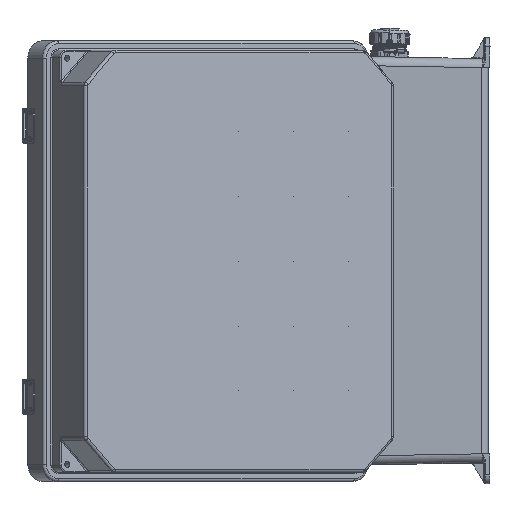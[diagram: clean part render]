
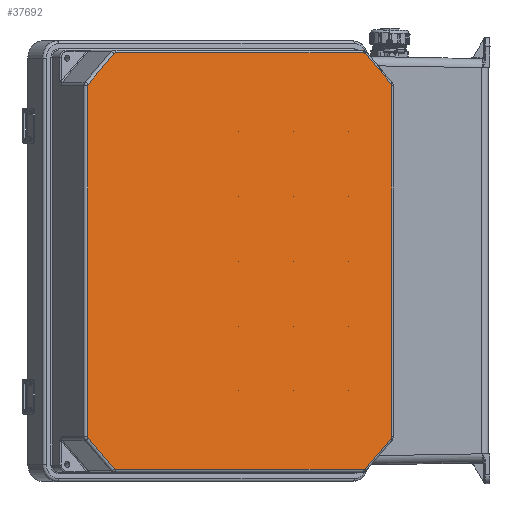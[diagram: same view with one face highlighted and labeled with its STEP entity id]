
A CAD part, left-side view. The second image highlights one B-rep face of the part: STEP entity #37692.
In plain terms, the highlighted face is planar.
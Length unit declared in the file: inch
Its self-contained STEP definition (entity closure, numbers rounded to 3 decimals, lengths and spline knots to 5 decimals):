
#165 = DIRECTION ( 'NONE',  ( 0., 0., -1. ) ) ;
#1383 = ORIENTED_EDGE ( 'NONE', *, *, #62117, .F. ) ;
#2644 = EDGE_CURVE ( 'NONE', #54999, #32160, #71176, .T. ) ;
#2775 = AXIS2_PLACEMENT_3D ( 'NONE', #45127, #28608, #7204 ) ;
#4129 = CARTESIAN_POINT ( 'NONE',  ( -6.23622, 3.24803, -7.65748 ) ) ;
#4595 = VERTEX_POINT ( 'NONE', #8320 ) ;
#4834 = CARTESIAN_POINT ( 'NONE',  ( -5.1533, 3.24803, -0.44432 ) ) ;
#5065 = EDGE_CURVE ( 'NONE', #49927, #43294, #25941, .T. ) ;
#6259 = VERTEX_POINT ( 'NONE', #75329 ) ;
#7204 = DIRECTION ( 'NONE',  ( 0., 0., -1. ) ) ;
#7554 = VECTOR ( 'NONE', #20811, 39.37008 ) ;
#7945 = ORIENTED_EDGE ( 'NONE', *, *, #88093, .F. ) ;
#8320 = CARTESIAN_POINT ( 'NONE',  ( -6.21316, 3.24803, -13.81078 ) ) ;
#9013 = CIRCLE ( 'NONE', #47893, 0.07874 ) ;
#9747 = CARTESIAN_POINT ( 'NONE',  ( 5.09763, 3.24803, -0.42126 ) ) ;
#11848 = EDGE_LOOP ( 'NONE', ( #27133, #50836, #15499, #1383, #7945, #66405, #80262, #34145, #56577, #78845, #50704, #64406, #36343, #21547, #12038, #47678 ) ) ;
#12022 = EDGE_CURVE ( 'NONE', #24282, #6259, #12175, .T. ) ;
#12038 = ORIENTED_EDGE ( 'NONE', *, *, #77922, .T. ) ;
#12175 = LINE ( 'NONE', #86591, #38957 ) ;
#12228 = AXIS2_PLACEMENT_3D ( 'NONE', #58513, #95471, #28823 ) ;
#13130 = DIRECTION ( 'NONE',  ( 1., 0., 0. ) ) ;
#13509 = AXIS2_PLACEMENT_3D ( 'NONE', #70926, #46604, #55832 ) ;
#13995 = CARTESIAN_POINT ( 'NONE',  ( 6.21316, 3.24803, -13.81078 ) ) ;
#15499 = ORIENTED_EDGE ( 'NONE', *, *, #5065, .F. ) ;
#15804 = VERTEX_POINT ( 'NONE', #24249 ) ;
#17151 = DIRECTION ( 'NONE',  ( 1., 0., 0. ) ) ;
#20811 = DIRECTION ( 'NONE',  ( 0.707, 0., 0.707 ) ) ;
#21371 = AXIS2_PLACEMENT_3D ( 'NONE', #52359, #53326, #58709 ) ;
#21547 = ORIENTED_EDGE ( 'NONE', *, *, #43652, .T. ) ;
#22037 = CARTESIAN_POINT ( 'NONE',  ( 6.21316, 3.24803, -1.50418 ) ) ;
#22463 = VECTOR ( 'NONE', #36628, 39.37008 ) ;
#23039 = LINE ( 'NONE', #52719, #48146 ) ;
#23084 = CARTESIAN_POINT ( 'NONE',  ( -5.09763, 3.24803, -0.5 ) ) ;
#23328 = CARTESIAN_POINT ( 'NONE',  ( -5.09763, 3.24803, -0.42126 ) ) ;
#24249 = CARTESIAN_POINT ( 'NONE',  ( -5.1533, 3.24803, -14.87064 ) ) ;
#24282 = VERTEX_POINT ( 'NONE', #75734 ) ;
#25810 = PLANE ( 'NONE',  #92921 ) ;
#25934 = CARTESIAN_POINT ( 'NONE',  ( 6.21316, 3.24803, -13.81078 ) ) ;
#25941 = CIRCLE ( 'NONE', #13509, 0.07874 ) ;
#27133 = ORIENTED_EDGE ( 'NONE', *, *, #32414, .T. ) ;
#28387 = LINE ( 'NONE', #22037, #22463 ) ;
#28608 = DIRECTION ( 'NONE',  ( 0., 1., 0. ) ) ;
#28823 = DIRECTION ( 'NONE',  ( 0., 0., 1. ) ) ;
#30521 = CARTESIAN_POINT ( 'NONE',  ( -6.21316, 3.24803, -13.81078 ) ) ;
#30724 = CIRCLE ( 'NONE', #2775, 0.07874 ) ;
#30867 = DIRECTION ( 'NONE',  ( 0., -1., 0. ) ) ;
#31435 = AXIS2_PLACEMENT_3D ( 'NONE', #66117, #83487, #35976 ) ;
#31545 = EDGE_CURVE ( 'NONE', #32160, #72891, #63343, .T. ) ;
#32160 = VERTEX_POINT ( 'NONE', #36352 ) ;
#32414 = EDGE_CURVE ( 'NONE', #76869, #48608, #88336, .T. ) ;
#33756 = VERTEX_POINT ( 'NONE', #63439 ) ;
#34145 = ORIENTED_EDGE ( 'NONE', *, *, #85295, .T. ) ;
#34923 = EDGE_CURVE ( 'NONE', #72891, #42488, #70774, .T. ) ;
#35976 = DIRECTION ( 'NONE',  ( 0., 0., 1. ) ) ;
#36343 = ORIENTED_EDGE ( 'NONE', *, *, #53914, .F. ) ;
#36352 = CARTESIAN_POINT ( 'NONE',  ( -6.21316, 3.24803, -1.50418 ) ) ;
#36472 = VERTEX_POINT ( 'NONE', #82614 ) ;
#36628 = DIRECTION ( 'NONE',  ( 0.707, 0., -0.707 ) ) ;
#37115 = DIRECTION ( 'NONE',  ( 0., 0., -1. ) ) ;
#37692 = ADVANCED_FACE ( 'NONE', ( #70113 ), #25810, .T. ) ;
#38098 = CIRCLE ( 'NONE', #94014, 0.07874 ) ;
#38957 = VECTOR ( 'NONE', #13130, 39.37008 ) ;
#39202 = VECTOR ( 'NONE', #55673, 39.37008 ) ;
#40891 = CARTESIAN_POINT ( 'NONE',  ( 0., 3.24803, -0.32283 ) ) ;
#42488 = VERTEX_POINT ( 'NONE', #47177 ) ;
#43294 = VERTEX_POINT ( 'NONE', #60109 ) ;
#43548 = EDGE_CURVE ( 'NONE', #4595, #42488, #79710, .T. ) ;
#43652 = EDGE_CURVE ( 'NONE', #82371, #87076, #91128, .T. ) ;
#45127 = CARTESIAN_POINT ( 'NONE',  ( -5.09763, 3.24803, -14.81496 ) ) ;
#46604 = DIRECTION ( 'NONE',  ( 0., -1., 0. ) ) ;
#47177 = CARTESIAN_POINT ( 'NONE',  ( -6.23622, 3.24803, -13.75511 ) ) ;
#47678 = ORIENTED_EDGE ( 'NONE', *, *, #87986, .T. ) ;
#47893 = AXIS2_PLACEMENT_3D ( 'NONE', #23084, #30867, #60559 ) ;
#48146 = VECTOR ( 'NONE', #53202, 39.37008 ) ;
#48608 = VERTEX_POINT ( 'NONE', #82084 ) ;
#49927 = VERTEX_POINT ( 'NONE', #25934 ) ;
#50704 = ORIENTED_EDGE ( 'NONE', *, *, #31545, .F. ) ;
#50836 = ORIENTED_EDGE ( 'NONE', *, *, #77071, .T. ) ;
#51696 = AXIS2_PLACEMENT_3D ( 'NONE', #58561, #74113, #37115 ) ;
#52359 = CARTESIAN_POINT ( 'NONE',  ( -6.15748, 3.24803, -1.55985 ) ) ;
#52719 = CARTESIAN_POINT ( 'NONE',  ( 6.23622, 3.24803, -7.65748 ) ) ;
#53202 = DIRECTION ( 'NONE',  ( 0., 0., -1. ) ) ;
#53326 = DIRECTION ( 'NONE',  ( 0., -1., 0. ) ) ;
#53914 = EDGE_CURVE ( 'NONE', #82371, #54999, #9013, .T. ) ;
#54141 = CARTESIAN_POINT ( 'NONE',  ( 5.09763, 3.24803, -0.42126 ) ) ;
#54999 = VERTEX_POINT ( 'NONE', #4834 ) ;
#55098 = EDGE_CURVE ( 'NONE', #24282, #15804, #30724, .T. ) ;
#55673 = DIRECTION ( 'NONE',  ( 0., 0., -1. ) ) ;
#55832 = DIRECTION ( 'NONE',  ( 0., 0., -1. ) ) ;
#56577 = ORIENTED_EDGE ( 'NONE', *, *, #43548, .T. ) ;
#58513 = CARTESIAN_POINT ( 'NONE',  ( 6.15748, 3.24803, -1.55985 ) ) ;
#58561 = CARTESIAN_POINT ( 'NONE',  ( -6.15748, 3.24803, -13.75511 ) ) ;
#58709 = DIRECTION ( 'NONE',  ( 0., 0., 1. ) ) ;
#59477 = VECTOR ( 'NONE', #17151, 39.37008 ) ;
#60109 = CARTESIAN_POINT ( 'NONE',  ( 6.23622, 3.24803, -13.75511 ) ) ;
#60478 = DIRECTION ( 'NONE',  ( 0., -1., 0. ) ) ;
#60559 = DIRECTION ( 'NONE',  ( 0., 0., 1. ) ) ;
#62117 = EDGE_CURVE ( 'NONE', #36472, #49927, #87479, .T. ) ;
#62798 = DIRECTION ( 'NONE',  ( 0., 1., 0. ) ) ;
#63343 = CIRCLE ( 'NONE', #21371, 0.07874 ) ;
#63439 = CARTESIAN_POINT ( 'NONE',  ( 5.1533, 3.24803, -0.44432 ) ) ;
#64406 = ORIENTED_EDGE ( 'NONE', *, *, #2644, .F. ) ;
#66117 = CARTESIAN_POINT ( 'NONE',  ( 5.09763, 3.24803, -0.5 ) ) ;
#66405 = ORIENTED_EDGE ( 'NONE', *, *, #12022, .F. ) ;
#67339 = VECTOR ( 'NONE', #73851, 39.37008 ) ;
#70113 = FACE_OUTER_BOUND ( 'NONE', #11848, .T. ) ;
#70590 = DIRECTION ( 'NONE',  ( 0., 0., 1. ) ) ;
#70774 = LINE ( 'NONE', #4129, #39202 ) ;
#70926 = CARTESIAN_POINT ( 'NONE',  ( 6.15748, 3.24803, -13.75511 ) ) ;
#71176 = LINE ( 'NONE', #83482, #84760 ) ;
#71289 = CARTESIAN_POINT ( 'NONE',  ( 6.21316, 3.24803, -1.50418 ) ) ;
#72891 = VERTEX_POINT ( 'NONE', #92564 ) ;
#73851 = DIRECTION ( 'NONE',  ( -0.707, 0., 0.707 ) ) ;
#74113 = DIRECTION ( 'NONE',  ( 0., 1., 0. ) ) ;
#74585 = CARTESIAN_POINT ( 'NONE',  ( 5.09763, 3.24803, -14.81496 ) ) ;
#75329 = CARTESIAN_POINT ( 'NONE',  ( 5.09763, 3.24803, -14.8937 ) ) ;
#75734 = CARTESIAN_POINT ( 'NONE',  ( -5.09763, 3.24803, -14.8937 ) ) ;
#76684 = DIRECTION ( 'NONE',  ( -0.707, 0., -0.707 ) ) ;
#76869 = VERTEX_POINT ( 'NONE', #71289 ) ;
#77071 = EDGE_CURVE ( 'NONE', #48608, #43294, #23039, .T. ) ;
#77922 = EDGE_CURVE ( 'NONE', #87076, #33756, #85817, .T. ) ;
#78845 = ORIENTED_EDGE ( 'NONE', *, *, #34923, .F. ) ;
#79710 = CIRCLE ( 'NONE', #51696, 0.07874 ) ;
#80262 = ORIENTED_EDGE ( 'NONE', *, *, #55098, .T. ) ;
#82084 = CARTESIAN_POINT ( 'NONE',  ( 6.23622, 3.24803, -1.55985 ) ) ;
#82371 = VERTEX_POINT ( 'NONE', #23328 ) ;
#82575 = LINE ( 'NONE', #30521, #67339 ) ;
#82614 = CARTESIAN_POINT ( 'NONE',  ( 5.1533, 3.24803, -14.87064 ) ) ;
#83482 = CARTESIAN_POINT ( 'NONE',  ( -6.21316, 3.24803, -1.50418 ) ) ;
#83487 = DIRECTION ( 'NONE',  ( 0., 1., 0. ) ) ;
#84760 = VECTOR ( 'NONE', #76684, 39.37008 ) ;
#85295 = EDGE_CURVE ( 'NONE', #15804, #4595, #82575, .T. ) ;
#85817 = CIRCLE ( 'NONE', #31435, 0.07874 ) ;
#86591 = CARTESIAN_POINT ( 'NONE',  ( 5.09763, 3.24803, -14.8937 ) ) ;
#87076 = VERTEX_POINT ( 'NONE', #9747 ) ;
#87479 = LINE ( 'NONE', #13995, #7554 ) ;
#87986 = EDGE_CURVE ( 'NONE', #33756, #76869, #28387, .T. ) ;
#88093 = EDGE_CURVE ( 'NONE', #6259, #36472, #38098, .T. ) ;
#88336 = CIRCLE ( 'NONE', #12228, 0.07874 ) ;
#91128 = LINE ( 'NONE', #54141, #59477 ) ;
#92564 = CARTESIAN_POINT ( 'NONE',  ( -6.23622, 3.24803, -1.55985 ) ) ;
#92921 = AXIS2_PLACEMENT_3D ( 'NONE', #40891, #62798, #70590 ) ;
#94014 = AXIS2_PLACEMENT_3D ( 'NONE', #74585, #60478, #165 ) ;
#95471 = DIRECTION ( 'NONE',  ( 0., 1., 0. ) ) ;
